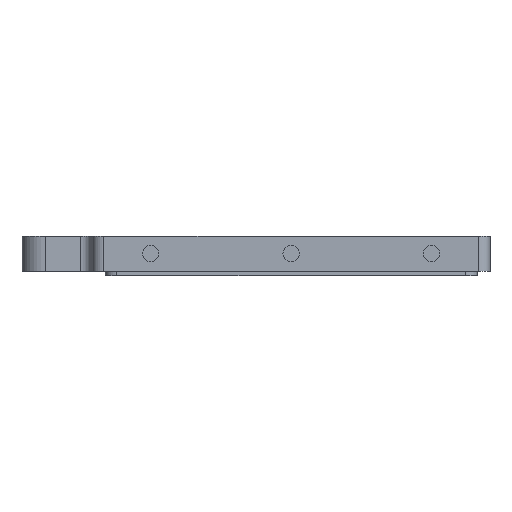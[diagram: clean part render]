
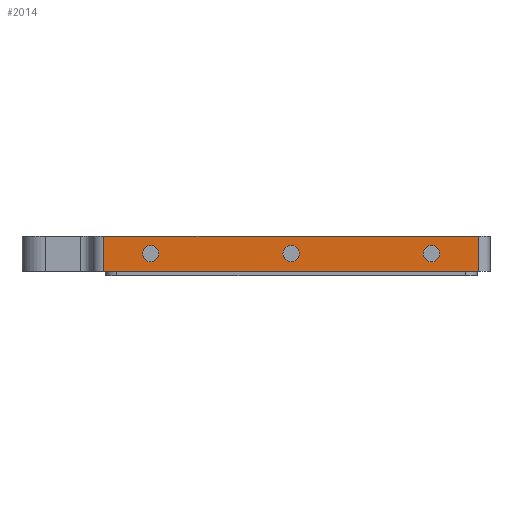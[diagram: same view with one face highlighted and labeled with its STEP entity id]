
A CAD part, front view. The second image highlights one B-rep face of the part: STEP entity #2014.
In plain terms, the highlighted planar face has unit normal (0, -1, 0).
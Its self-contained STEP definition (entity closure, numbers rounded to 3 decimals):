
#6 = EDGE_LOOP ( 'NONE', ( #2666, #1308, #2469, #419 ) ) ;
#26 = VERTEX_POINT ( 'NONE', #1754 ) ;
#66 = VERTEX_POINT ( 'NONE', #1338 ) ;
#90 = VECTOR ( 'NONE', #860, 1000. ) ;
#127 = DIRECTION ( 'NONE',  ( 1., 0., 0. ) ) ;
#142 = CARTESIAN_POINT ( 'NONE',  ( 66., 0., -6. ) ) ;
#195 = AXIS2_PLACEMENT_3D ( 'NONE', #1106, #2684, #371 ) ;
#213 = CARTESIAN_POINT ( 'NONE',  ( 58., 0., -1.6 ) ) ;
#220 = EDGE_CURVE ( 'NONE', #2623, #2037, #1778, .T. ) ;
#322 = EDGE_CURVE ( 'NONE', #26, #588, #1557, .T. ) ;
#353 = DIRECTION ( 'NONE',  ( 0., -1., 0. ) ) ;
#371 = DIRECTION ( 'NONE',  ( 0., 0., -1. ) ) ;
#419 = ORIENTED_EDGE ( 'NONE', *, *, #1987, .T. ) ;
#434 = PLANE ( 'NONE',  #787 ) ;
#461 = FACE_BOUND ( 'NONE', #689, .T. ) ;
#588 = VERTEX_POINT ( 'NONE', #1351 ) ;
#605 = EDGE_CURVE ( 'NONE', #1061, #828, #1460, .T. ) ;
#664 = CARTESIAN_POINT ( 'NONE',  ( 66., 0., 0. ) ) ;
#688 = DIRECTION ( 'NONE',  ( 0., 0., -1. ) ) ;
#689 = EDGE_LOOP ( 'NONE', ( #2187, #2744 ) ) ;
#763 = AXIS2_PLACEMENT_3D ( 'NONE', #2292, #1116, #2058 ) ;
#787 = AXIS2_PLACEMENT_3D ( 'NONE', #2341, #2097, #944 ) ;
#828 = VERTEX_POINT ( 'NONE', #1697 ) ;
#860 = DIRECTION ( 'NONE',  ( 0., 0., -1. ) ) ;
#888 = CIRCLE ( 'NONE', #195, 1.4 ) ;
#896 = CARTESIAN_POINT ( 'NONE',  ( 34., 0., -3. ) ) ;
#914 = EDGE_LOOP ( 'NONE', ( #1263, #2539 ) ) ;
#944 = DIRECTION ( 'NONE',  ( 0., 0., -1. ) ) ;
#981 = VERTEX_POINT ( 'NONE', #1965 ) ;
#987 = CARTESIAN_POINT ( 'NONE',  ( 2., 0., 0. ) ) ;
#1009 = AXIS2_PLACEMENT_3D ( 'NONE', #1193, #1441, #688 ) ;
#1017 = AXIS2_PLACEMENT_3D ( 'NONE', #896, #353, #2484 ) ;
#1058 = DIRECTION ( 'NONE',  ( 0., 0., 1. ) ) ;
#1061 = VERTEX_POINT ( 'NONE', #1570 ) ;
#1106 = CARTESIAN_POINT ( 'NONE',  ( 10., 0., -3. ) ) ;
#1108 = LINE ( 'NONE', #2038, #1437 ) ;
#1110 = EDGE_CURVE ( 'NONE', #66, #981, #1108, .T. ) ;
#1116 = DIRECTION ( 'NONE',  ( 0., -1., 0. ) ) ;
#1119 = EDGE_CURVE ( 'NONE', #1353, #2573, #2733, .T. ) ;
#1133 = AXIS2_PLACEMENT_3D ( 'NONE', #2482, #1561, #2967 ) ;
#1152 = FACE_BOUND ( 'NONE', #914, .T. ) ;
#1176 = CIRCLE ( 'NONE', #2710, 1.4 ) ;
#1193 = CARTESIAN_POINT ( 'NONE',  ( 34., 0., -3. ) ) ;
#1223 = DIRECTION ( 'NONE',  ( 0., -1., 0. ) ) ;
#1263 = ORIENTED_EDGE ( 'NONE', *, *, #2840, .F. ) ;
#1308 = ORIENTED_EDGE ( 'NONE', *, *, #2846, .T. ) ;
#1338 = CARTESIAN_POINT ( 'NONE',  ( 2., 0., -6. ) ) ;
#1351 = CARTESIAN_POINT ( 'NONE',  ( 34., 0., -4.4 ) ) ;
#1353 = VERTEX_POINT ( 'NONE', #987 ) ;
#1437 = VECTOR ( 'NONE', #127, 1000. ) ;
#1441 = DIRECTION ( 'NONE',  ( 0., -1., 0. ) ) ;
#1460 = CIRCLE ( 'NONE', #763, 1.4 ) ;
#1471 = DIRECTION ( 'NONE',  ( 0., 0., -1. ) ) ;
#1507 = EDGE_CURVE ( 'NONE', #588, #26, #2398, .T. ) ;
#1557 = CIRCLE ( 'NONE', #1009, 1.4 ) ;
#1561 = DIRECTION ( 'NONE',  ( 0., -1., 0. ) ) ;
#1569 = ORIENTED_EDGE ( 'NONE', *, *, #322, .F. ) ;
#1570 = CARTESIAN_POINT ( 'NONE',  ( 10., 0., -1.6 ) ) ;
#1697 = CARTESIAN_POINT ( 'NONE',  ( 10., 0., -4.4 ) ) ;
#1754 = CARTESIAN_POINT ( 'NONE',  ( 34., 0., -1.6 ) ) ;
#1773 = LINE ( 'NONE', #1802, #90 ) ;
#1778 = CIRCLE ( 'NONE', #1133, 1.4 ) ;
#1802 = CARTESIAN_POINT ( 'NONE',  ( 2., 0., -6. ) ) ;
#1952 = CARTESIAN_POINT ( 'NONE',  ( 58., 0., -3. ) ) ;
#1965 = CARTESIAN_POINT ( 'NONE',  ( 66., 0., -6. ) ) ;
#1984 = EDGE_LOOP ( 'NONE', ( #2093, #1569 ) ) ;
#1987 = EDGE_CURVE ( 'NONE', #1353, #66, #1773, .T. ) ;
#2014 = ADVANCED_FACE ( 'NONE', ( #461, #1152, #2807, #2066 ), #434, .T. ) ;
#2037 = VERTEX_POINT ( 'NONE', #213 ) ;
#2038 = CARTESIAN_POINT ( 'NONE',  ( 0., 0., -6. ) ) ;
#2050 = CARTESIAN_POINT ( 'NONE',  ( 0., 0., 0. ) ) ;
#2058 = DIRECTION ( 'NONE',  ( 0., 0., -1. ) ) ;
#2066 = FACE_OUTER_BOUND ( 'NONE', #6, .T. ) ;
#2093 = ORIENTED_EDGE ( 'NONE', *, *, #1507, .F. ) ;
#2097 = DIRECTION ( 'NONE',  ( 0., -1., 0. ) ) ;
#2187 = ORIENTED_EDGE ( 'NONE', *, *, #220, .F. ) ;
#2252 = LINE ( 'NONE', #142, #3032 ) ;
#2292 = CARTESIAN_POINT ( 'NONE',  ( 10., 0., -3. ) ) ;
#2296 = EDGE_CURVE ( 'NONE', #2037, #2623, #1176, .T. ) ;
#2314 = CARTESIAN_POINT ( 'NONE',  ( 58., 0., -4.4 ) ) ;
#2341 = CARTESIAN_POINT ( 'NONE',  ( 0., 0., -6. ) ) ;
#2398 = CIRCLE ( 'NONE', #1017, 1.4 ) ;
#2469 = ORIENTED_EDGE ( 'NONE', *, *, #1119, .F. ) ;
#2482 = CARTESIAN_POINT ( 'NONE',  ( 58., 0., -3. ) ) ;
#2484 = DIRECTION ( 'NONE',  ( 0., 0., -1. ) ) ;
#2491 = DIRECTION ( 'NONE',  ( 1., 0., 0. ) ) ;
#2539 = ORIENTED_EDGE ( 'NONE', *, *, #605, .F. ) ;
#2573 = VERTEX_POINT ( 'NONE', #664 ) ;
#2623 = VERTEX_POINT ( 'NONE', #2314 ) ;
#2666 = ORIENTED_EDGE ( 'NONE', *, *, #1110, .T. ) ;
#2684 = DIRECTION ( 'NONE',  ( 0., -1., 0. ) ) ;
#2710 = AXIS2_PLACEMENT_3D ( 'NONE', #1952, #1223, #1471 ) ;
#2733 = LINE ( 'NONE', #2050, #2818 ) ;
#2744 = ORIENTED_EDGE ( 'NONE', *, *, #2296, .F. ) ;
#2807 = FACE_BOUND ( 'NONE', #1984, .T. ) ;
#2818 = VECTOR ( 'NONE', #2491, 1000. ) ;
#2840 = EDGE_CURVE ( 'NONE', #828, #1061, #888, .T. ) ;
#2846 = EDGE_CURVE ( 'NONE', #981, #2573, #2252, .T. ) ;
#2967 = DIRECTION ( 'NONE',  ( 0., 0., -1. ) ) ;
#3032 = VECTOR ( 'NONE', #1058, 1000. ) ;
